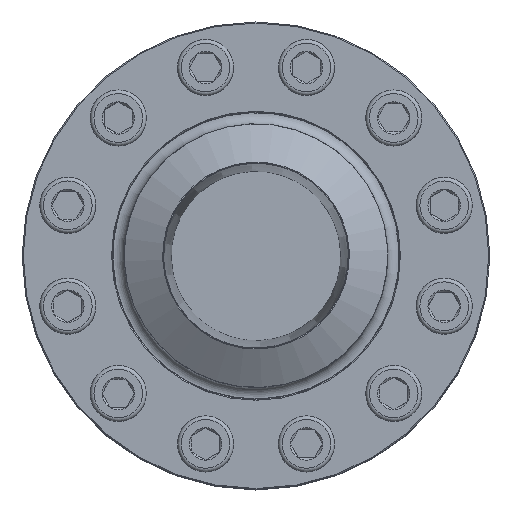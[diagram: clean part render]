
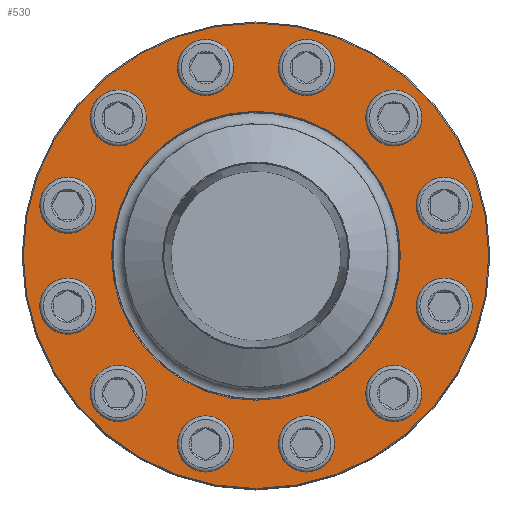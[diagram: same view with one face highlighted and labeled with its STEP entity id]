
A CAD part, top view. The second image highlights one B-rep face of the part: STEP entity #530.
In plain terms, the highlighted planar face has unit normal (0, 0, 1).
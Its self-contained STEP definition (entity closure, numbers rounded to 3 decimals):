
#530=ADVANCED_FACE('',(#664,#665,#666,#667,#668,#669,#670,#671,#672,#673,
#674,#675,#676,#677),#625,.T.);
#625=PLANE('',#1917);
#664=FACE_BOUND('',#897,.T.);
#665=FACE_BOUND('',#898,.T.);
#666=FACE_BOUND('',#899,.T.);
#667=FACE_BOUND('',#900,.T.);
#668=FACE_BOUND('',#901,.T.);
#669=FACE_BOUND('',#902,.T.);
#670=FACE_BOUND('',#903,.T.);
#671=FACE_BOUND('',#904,.T.);
#672=FACE_BOUND('',#905,.T.);
#673=FACE_BOUND('',#906,.T.);
#674=FACE_BOUND('',#907,.T.);
#675=FACE_BOUND('',#908,.T.);
#676=FACE_BOUND('',#909,.T.);
#677=FACE_BOUND('',#910,.T.);
#897=EDGE_LOOP('',(#1229));
#898=EDGE_LOOP('',(#1230));
#899=EDGE_LOOP('',(#1231));
#900=EDGE_LOOP('',(#1232));
#901=EDGE_LOOP('',(#1233));
#902=EDGE_LOOP('',(#1234));
#903=EDGE_LOOP('',(#1235));
#904=EDGE_LOOP('',(#1236));
#905=EDGE_LOOP('',(#1237));
#906=EDGE_LOOP('',(#1238));
#907=EDGE_LOOP('',(#1239));
#908=EDGE_LOOP('',(#1240));
#909=EDGE_LOOP('',(#1241));
#910=EDGE_LOOP('',(#1242));
#1229=ORIENTED_EDGE('',*,*,#1620,.T.);
#1230=ORIENTED_EDGE('',*,*,#1621,.T.);
#1231=ORIENTED_EDGE('',*,*,#1622,.T.);
#1232=ORIENTED_EDGE('',*,*,#1623,.T.);
#1233=ORIENTED_EDGE('',*,*,#1624,.T.);
#1234=ORIENTED_EDGE('',*,*,#1625,.T.);
#1235=ORIENTED_EDGE('',*,*,#1626,.T.);
#1236=ORIENTED_EDGE('',*,*,#1627,.T.);
#1237=ORIENTED_EDGE('',*,*,#1628,.T.);
#1238=ORIENTED_EDGE('',*,*,#1629,.T.);
#1239=ORIENTED_EDGE('',*,*,#1630,.T.);
#1240=ORIENTED_EDGE('',*,*,#1631,.T.);
#1241=ORIENTED_EDGE('',*,*,#1632,.T.);
#1242=ORIENTED_EDGE('',*,*,#1633,.T.);
#1453=VERTEX_POINT('',#2935);
#1454=VERTEX_POINT('',#2937);
#1455=VERTEX_POINT('',#2939);
#1456=VERTEX_POINT('',#2941);
#1457=VERTEX_POINT('',#2943);
#1458=VERTEX_POINT('',#2945);
#1459=VERTEX_POINT('',#2947);
#1460=VERTEX_POINT('',#2949);
#1461=VERTEX_POINT('',#2951);
#1462=VERTEX_POINT('',#2953);
#1463=VERTEX_POINT('',#2955);
#1464=VERTEX_POINT('',#2957);
#1465=VERTEX_POINT('',#2959);
#1466=VERTEX_POINT('',#2961);
#1620=EDGE_CURVE('',#1453,#1453,#1738,.T.);
#1621=EDGE_CURVE('',#1454,#1454,#1739,.T.);
#1622=EDGE_CURVE('',#1455,#1455,#1740,.T.);
#1623=EDGE_CURVE('',#1456,#1456,#1741,.T.);
#1624=EDGE_CURVE('',#1457,#1457,#1742,.T.);
#1625=EDGE_CURVE('',#1458,#1458,#1743,.T.);
#1626=EDGE_CURVE('',#1459,#1459,#1744,.T.);
#1627=EDGE_CURVE('',#1460,#1460,#1745,.T.);
#1628=EDGE_CURVE('',#1461,#1461,#1746,.T.);
#1629=EDGE_CURVE('',#1462,#1462,#1747,.T.);
#1630=EDGE_CURVE('',#1463,#1463,#1748,.T.);
#1631=EDGE_CURVE('',#1464,#1464,#1749,.T.);
#1632=EDGE_CURVE('',#1465,#1465,#1750,.T.);
#1633=EDGE_CURVE('',#1466,#1466,#1751,.T.);
#1738=CIRCLE('',#1903,19.5);
#1739=CIRCLE('',#1904,19.5);
#1740=CIRCLE('',#1905,19.5);
#1741=CIRCLE('',#1906,19.5);
#1742=CIRCLE('',#1907,19.5);
#1743=CIRCLE('',#1908,19.5);
#1744=CIRCLE('',#1909,19.5);
#1745=CIRCLE('',#1910,19.5);
#1746=CIRCLE('',#1911,19.5);
#1747=CIRCLE('',#1912,19.5);
#1748=CIRCLE('',#1913,19.5);
#1749=CIRCLE('',#1914,19.5);
#1750=CIRCLE('',#1915,224.);
#1751=CIRCLE('',#1916,139.);
#1903=AXIS2_PLACEMENT_3D('',#2934,#2271,#2272);
#1904=AXIS2_PLACEMENT_3D('',#2936,#2273,#2274);
#1905=AXIS2_PLACEMENT_3D('',#2938,#2275,#2276);
#1906=AXIS2_PLACEMENT_3D('',#2940,#2277,#2278);
#1907=AXIS2_PLACEMENT_3D('',#2942,#2279,#2280);
#1908=AXIS2_PLACEMENT_3D('',#2944,#2281,#2282);
#1909=AXIS2_PLACEMENT_3D('',#2946,#2283,#2284);
#1910=AXIS2_PLACEMENT_3D('',#2948,#2285,#2286);
#1911=AXIS2_PLACEMENT_3D('',#2950,#2287,#2288);
#1912=AXIS2_PLACEMENT_3D('',#2952,#2289,#2290);
#1913=AXIS2_PLACEMENT_3D('',#2954,#2291,#2292);
#1914=AXIS2_PLACEMENT_3D('',#2956,#2293,#2294);
#1915=AXIS2_PLACEMENT_3D('',#2958,#2295,#2296);
#1916=AXIS2_PLACEMENT_3D('',#2960,#2297,#2298);
#1917=AXIS2_PLACEMENT_3D('',#2962,#2299,#2300);
#2271=DIRECTION('',(0.,0.,-1.));
#2272=DIRECTION('',(1.,0.,0.));
#2273=DIRECTION('',(0.,0.,-1.));
#2274=DIRECTION('',(1.,0.,0.));
#2275=DIRECTION('',(0.,0.,-1.));
#2276=DIRECTION('',(1.,0.,0.));
#2277=DIRECTION('',(0.,0.,-1.));
#2278=DIRECTION('',(1.,0.,0.));
#2279=DIRECTION('',(0.,0.,-1.));
#2280=DIRECTION('',(1.,0.,0.));
#2281=DIRECTION('',(0.,0.,-1.));
#2282=DIRECTION('',(1.,0.,0.));
#2283=DIRECTION('',(0.,0.,-1.));
#2284=DIRECTION('',(1.,0.,0.));
#2285=DIRECTION('',(0.,0.,-1.));
#2286=DIRECTION('',(1.,0.,0.));
#2287=DIRECTION('',(0.,0.,-1.));
#2288=DIRECTION('',(1.,0.,0.));
#2289=DIRECTION('',(0.,0.,-1.));
#2290=DIRECTION('',(1.,0.,0.));
#2291=DIRECTION('',(0.,0.,-1.));
#2292=DIRECTION('',(1.,0.,0.));
#2293=DIRECTION('',(0.,0.,-1.));
#2294=DIRECTION('',(1.,0.,0.));
#2295=DIRECTION('',(0.,0.,1.));
#2296=DIRECTION('',(1.,0.,0.));
#2297=DIRECTION('',(0.,0.,-1.));
#2298=DIRECTION('',(1.,0.,0.));
#2299=DIRECTION('',(0.,0.,1.));
#2300=DIRECTION('',(1.,0.,0.));
#2934=CARTESIAN_POINT('',(-181.111,-48.529,110.));
#2935=CARTESIAN_POINT('',(-161.611,-48.529,110.));
#2936=CARTESIAN_POINT('',(-181.111,48.529,110.));
#2937=CARTESIAN_POINT('',(-161.611,48.529,110.));
#2938=CARTESIAN_POINT('',(-132.583,132.583,110.));
#2939=CARTESIAN_POINT('',(-113.083,132.583,110.));
#2940=CARTESIAN_POINT('',(-48.529,181.111,110.));
#2941=CARTESIAN_POINT('',(-29.029,181.111,110.));
#2942=CARTESIAN_POINT('',(48.529,181.111,110.));
#2943=CARTESIAN_POINT('',(68.029,181.111,110.));
#2944=CARTESIAN_POINT('',(132.583,132.583,110.));
#2945=CARTESIAN_POINT('',(152.083,132.583,110.));
#2946=CARTESIAN_POINT('',(181.111,48.529,110.));
#2947=CARTESIAN_POINT('',(200.611,48.529,110.));
#2948=CARTESIAN_POINT('',(181.111,-48.529,110.));
#2949=CARTESIAN_POINT('',(200.611,-48.529,110.));
#2950=CARTESIAN_POINT('',(132.583,-132.583,110.));
#2951=CARTESIAN_POINT('',(152.083,-132.583,110.));
#2952=CARTESIAN_POINT('',(48.529,-181.111,110.));
#2953=CARTESIAN_POINT('',(68.029,-181.111,110.));
#2954=CARTESIAN_POINT('',(-48.529,-181.111,110.));
#2955=CARTESIAN_POINT('',(-29.029,-181.111,110.));
#2956=CARTESIAN_POINT('',(-132.583,-132.583,110.));
#2957=CARTESIAN_POINT('',(-113.083,-132.583,110.));
#2958=CARTESIAN_POINT('',(0.,0.,110.));
#2959=CARTESIAN_POINT('',(224.,0.,110.));
#2960=CARTESIAN_POINT('',(0.,0.,110.));
#2961=CARTESIAN_POINT('',(139.,0.,110.));
#2962=CARTESIAN_POINT('',(0.,0.,110.));
